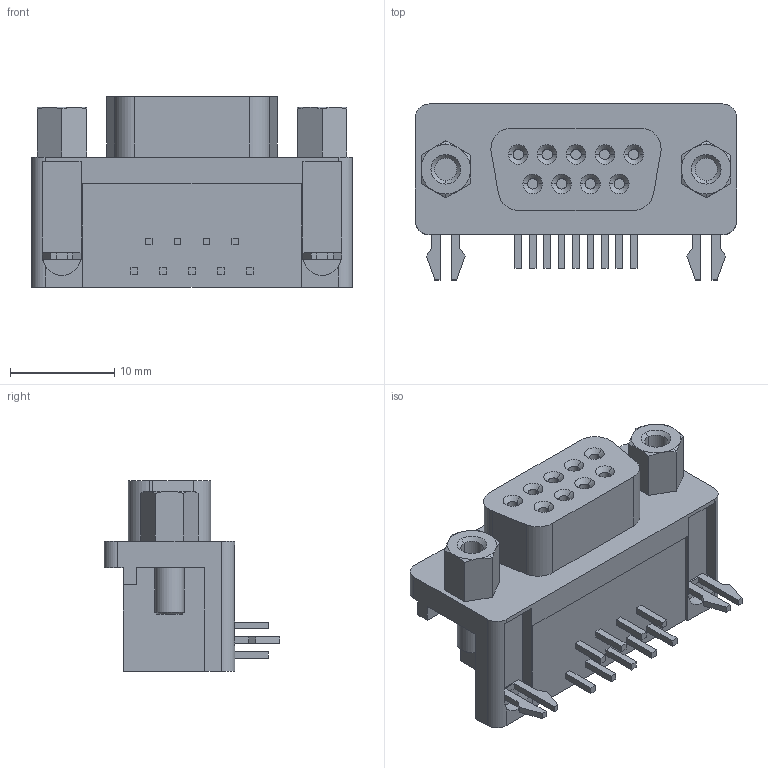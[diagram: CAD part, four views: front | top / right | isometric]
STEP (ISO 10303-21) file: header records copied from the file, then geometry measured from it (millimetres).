
FILE_DESCRIPTION(('STEP AP214'),'1');
FILE_NAME('connector_a-df_09_a_kg-t2.stp','2017-05-23T20:13:42',('TraceParts'),('TraceParts S.A.'),'Spatial InterOp 3D',' ',' ');
FILE_SCHEMA(('automotive_design'));
Length unit declared in the file: millimetre
Products named in the file (1): connector_a-df_09_a_kg-t2
Bounding box: 30.81 x 16.88 x 18.3 mm (x, y, z)
Volume: 4111.5 mm3; surface area: 2775.8 mm2
Topology: 1 solids, 1 shells, 213 faces, 510 edges, 326 vertices
Faces by surface type: plane 133, cone 42, cylinder 38
Entity records: 7866 total; most frequent: CARTESIAN_POINT 1164, DIRECTION 1032, ORIENTED_EDGE 1020, EDGE_CURVE 510, LINE 364, VECTOR 364, AXIS2_PLACEMENT_3D 334, VERTEX_POINT 326
